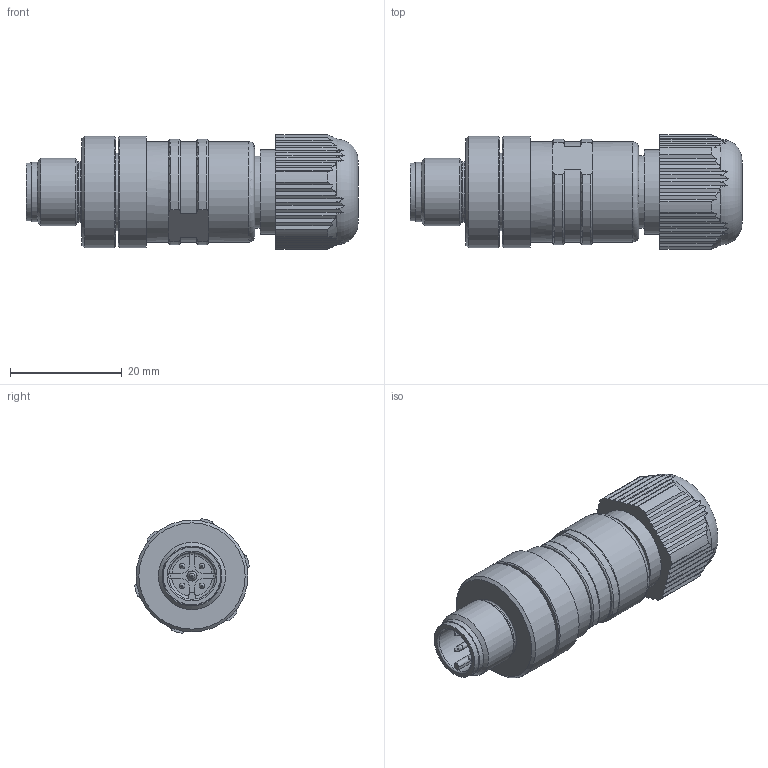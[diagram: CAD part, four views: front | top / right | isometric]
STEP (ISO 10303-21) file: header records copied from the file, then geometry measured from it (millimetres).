
FILE_DESCRIPTION(/* description */ (''),/* implementation_level */ '2;1');
FILE_NAME(/* name */ 'VK003C29.stp',/* time_stamp */ '2016-10-11T14:53:43+02:00',/* author */ ('mitarbeiter'),/* organization */ (''),/* preprocessor_version */ 'ST-DEVELOPER v15.2',/* originating_system */ 'Autodesk Inventor 2014',/* authorisation */ '');
FILE_SCHEMA (('AUTOMOTIVE_DESIGN { 1 0 10303 214 3 1 1 }'));
Length unit declared in the file: millimetre
Products named in the file (2): RSC5-9_0631A01; VK003C29
Bounding box: 59.33 x 20.5 x 20.5 mm (x, y, z)
Volume: 12609 mm3; surface area: 5574.5 mm2
Topology: 1 solids, 1 shells, 221 faces, 595 edges, 393 vertices
Faces by surface type: plane 132, cylinder 37, cone 26, torus 21, bspline 5
Full cylindrical faces by diameter (mm): 1 x5, 1.8 x1, 8.3 x1, 8.6 x1, 8.82 x1, 9 x1, 10.7 x1, 10.743 x1, 12 x1, 13 x1, 13.8 x1, 15.2 x1, 18 x2, 20 x2
Entity records: 10001 total; most frequent: CARTESIAN_POINT 4524, ORIENTED_EDGE 1100, DIRECTION 1018, EDGE_CURVE 550, AXIS2_PLACEMENT_3D 386, VERTEX_POINT 382, EDGE_LOOP 272, LINE 246
